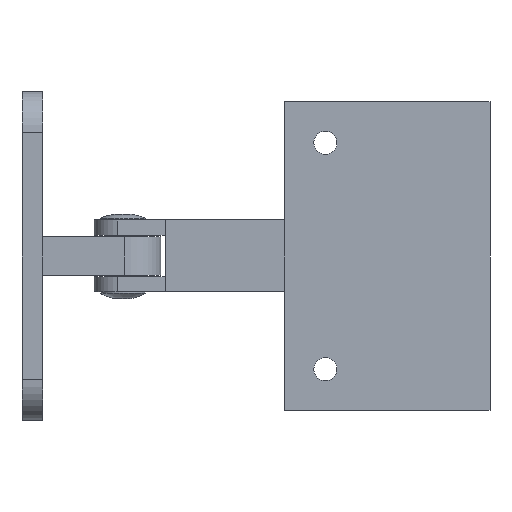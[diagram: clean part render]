
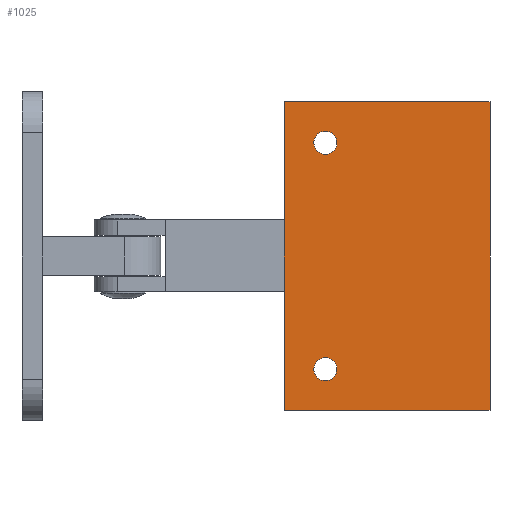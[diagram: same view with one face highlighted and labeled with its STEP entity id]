
A CAD part, left-side view. The second image highlights one B-rep face of the part: STEP entity #1025.
In plain terms, the highlighted planar face has unit normal (-1, 0, 0).
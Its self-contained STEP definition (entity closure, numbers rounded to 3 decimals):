
#4 = VERTEX_POINT ( 'NONE', #122 ) ;
#20 = DIRECTION ( 'NONE',  ( 0., 0., -1. ) ) ;
#69 = CARTESIAN_POINT ( 'NONE',  ( 0., 12., 22. ) ) ;
#93 = CARTESIAN_POINT ( 'NONE',  ( 0., -20., 30. ) ) ;
#122 = CARTESIAN_POINT ( 'NONE',  ( 0., 12., 19.75 ) ) ;
#139 = ORIENTED_EDGE ( 'NONE', *, *, #2091, .T. ) ;
#140 = CARTESIAN_POINT ( 'NONE',  ( 0., 12., -19.75 ) ) ;
#151 = CIRCLE ( 'NONE', #2331, 2.25 ) ;
#169 = CARTESIAN_POINT ( 'NONE',  ( 0., 12., 24.25 ) ) ;
#170 = EDGE_CURVE ( 'NONE', #2005, #805, #2080, .T. ) ;
#202 = AXIS2_PLACEMENT_3D ( 'NONE', #595, #1198, #1804 ) ;
#262 = CARTESIAN_POINT ( 'NONE',  ( 0., 20., 30. ) ) ;
#347 = ORIENTED_EDGE ( 'NONE', *, *, #1722, .F. ) ;
#386 = AXIS2_PLACEMENT_3D ( 'NONE', #1882, #2478, #1956 ) ;
#420 = FACE_BOUND ( 'NONE', #1847, .T. ) ;
#521 = VERTEX_POINT ( 'NONE', #1810 ) ;
#547 = ORIENTED_EDGE ( 'NONE', *, *, #2000, .T. ) ;
#595 = CARTESIAN_POINT ( 'NONE',  ( 0., 0., 0. ) ) ;
#600 = LINE ( 'NONE', #1401, #1609 ) ;
#629 = ORIENTED_EDGE ( 'NONE', *, *, #2312, .T. ) ;
#643 = DIRECTION ( 'NONE',  ( 0., -1., 0. ) ) ;
#721 = CIRCLE ( 'NONE', #2209, 2.25 ) ;
#723 = VERTEX_POINT ( 'NONE', #1386 ) ;
#725 = CARTESIAN_POINT ( 'NONE',  ( 0., 20., -30. ) ) ;
#771 = CIRCLE ( 'NONE', #1005, 2.25 ) ;
#805 = VERTEX_POINT ( 'NONE', #93 ) ;
#806 = EDGE_CURVE ( 'NONE', #805, #723, #879, .T. ) ;
#854 = DIRECTION ( 'NONE',  ( 0., 0., -1. ) ) ;
#879 = LINE ( 'NONE', #894, #2096 ) ;
#894 = CARTESIAN_POINT ( 'NONE',  ( 0., -20., 30. ) ) ;
#944 = ORIENTED_EDGE ( 'NONE', *, *, #1433, .T. ) ;
#971 = VERTEX_POINT ( 'NONE', #169 ) ;
#974 = VERTEX_POINT ( 'NONE', #140 ) ;
#1005 = AXIS2_PLACEMENT_3D ( 'NONE', #1782, #1209, #20 ) ;
#1025 = ADVANCED_FACE ( 'NONE', ( #420, #1795, #2386 ), #1392, .F. ) ;
#1101 = LINE ( 'NONE', #725, #2023 ) ;
#1130 = CARTESIAN_POINT ( 'NONE',  ( 0., 20., 30. ) ) ;
#1198 = DIRECTION ( 'NONE',  ( 1., 0., 0. ) ) ;
#1209 = DIRECTION ( 'NONE',  ( 1., 0., 0. ) ) ;
#1213 = ORIENTED_EDGE ( 'NONE', *, *, #170, .F. ) ;
#1354 = DIRECTION ( 'NONE',  ( 0., 0., -1. ) ) ;
#1362 = VECTOR ( 'NONE', #643, 1000. ) ;
#1386 = CARTESIAN_POINT ( 'NONE',  ( 0., -20., -30. ) ) ;
#1392 = PLANE ( 'NONE',  #202 ) ;
#1401 = CARTESIAN_POINT ( 'NONE',  ( 0., 20., 30. ) ) ;
#1433 = EDGE_CURVE ( 'NONE', #521, #974, #771, .T. ) ;
#1520 = CARTESIAN_POINT ( 'NONE',  ( 0., 20., -30. ) ) ;
#1553 = DIRECTION ( 'NONE',  ( 1., 0., 0. ) ) ;
#1565 = EDGE_CURVE ( 'NONE', #2021, #2005, #600, .T. ) ;
#1579 = ORIENTED_EDGE ( 'NONE', *, *, #806, .F. ) ;
#1609 = VECTOR ( 'NONE', #2216, 1000. ) ;
#1722 = EDGE_CURVE ( 'NONE', #723, #2021, #1101, .T. ) ;
#1752 = DIRECTION ( 'NONE',  ( 0., 1., 0. ) ) ;
#1782 = CARTESIAN_POINT ( 'NONE',  ( 0., 12., -22. ) ) ;
#1794 = EDGE_LOOP ( 'NONE', ( #944, #139 ) ) ;
#1795 = FACE_BOUND ( 'NONE', #1794, .T. ) ;
#1804 = DIRECTION ( 'NONE',  ( 0., 0., -1. ) ) ;
#1810 = CARTESIAN_POINT ( 'NONE',  ( 0., 12., -24.25 ) ) ;
#1847 = EDGE_LOOP ( 'NONE', ( #547, #629 ) ) ;
#1882 = CARTESIAN_POINT ( 'NONE',  ( 0., 12., 22. ) ) ;
#1915 = CARTESIAN_POINT ( 'NONE',  ( 0., 12., -22. ) ) ;
#1956 = DIRECTION ( 'NONE',  ( 0., 0., -1. ) ) ;
#2000 = EDGE_CURVE ( 'NONE', #4, #971, #2565, .T. ) ;
#2005 = VERTEX_POINT ( 'NONE', #1130 ) ;
#2021 = VERTEX_POINT ( 'NONE', #1520 ) ;
#2023 = VECTOR ( 'NONE', #1752, 1000. ) ;
#2080 = LINE ( 'NONE', #262, #1362 ) ;
#2091 = EDGE_CURVE ( 'NONE', #974, #521, #151, .T. ) ;
#2096 = VECTOR ( 'NONE', #854, 1000. ) ;
#2175 = EDGE_LOOP ( 'NONE', ( #347, #1579, #1213, #2333 ) ) ;
#2209 = AXIS2_PLACEMENT_3D ( 'NONE', #69, #2429, #2282 ) ;
#2216 = DIRECTION ( 'NONE',  ( 0., 0., 1. ) ) ;
#2282 = DIRECTION ( 'NONE',  ( 0., 0., -1. ) ) ;
#2312 = EDGE_CURVE ( 'NONE', #971, #4, #721, .T. ) ;
#2331 = AXIS2_PLACEMENT_3D ( 'NONE', #1915, #1553, #1354 ) ;
#2333 = ORIENTED_EDGE ( 'NONE', *, *, #1565, .F. ) ;
#2386 = FACE_OUTER_BOUND ( 'NONE', #2175, .T. ) ;
#2429 = DIRECTION ( 'NONE',  ( 1., 0., 0. ) ) ;
#2478 = DIRECTION ( 'NONE',  ( 1., 0., 0. ) ) ;
#2565 = CIRCLE ( 'NONE', #386, 2.25 ) ;
